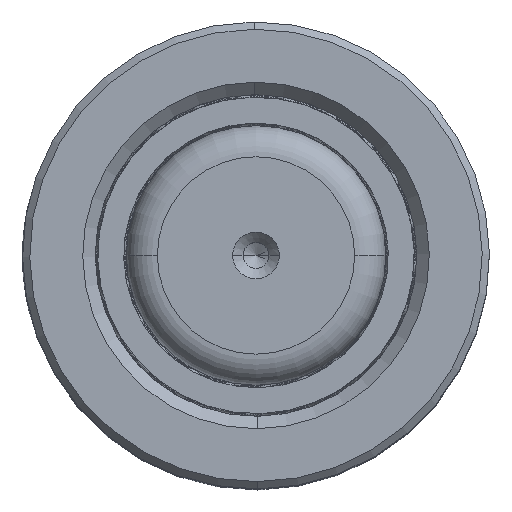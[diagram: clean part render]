
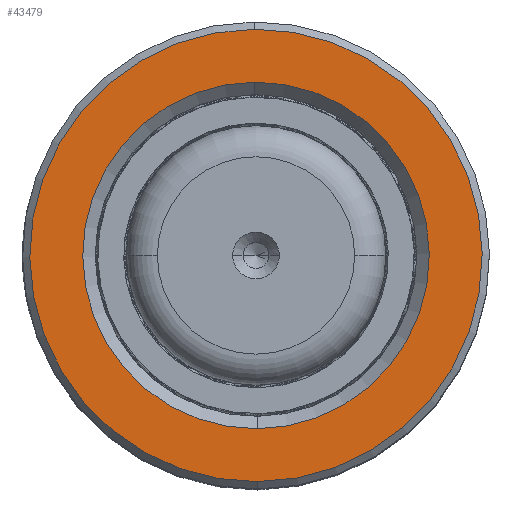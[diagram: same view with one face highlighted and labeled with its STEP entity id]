
A CAD part, top view. The second image highlights one B-rep face of the part: STEP entity #43479.
In plain terms, the highlighted planar face has unit normal (0, 0, 1).
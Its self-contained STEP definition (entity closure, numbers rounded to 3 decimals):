
#472 = ORIENTED_EDGE ( 'NONE', *, *, #32799, .T. ) ;
#3674 = AXIS2_PLACEMENT_3D ( 'NONE', #47304, #28357, #5615 ) ;
#5615 = DIRECTION ( 'NONE',  ( 1., 0., 0. ) ) ;
#6582 = AXIS2_PLACEMENT_3D ( 'NONE', #46343, #16098, #23736 ) ;
#6854 = EDGE_CURVE ( 'NONE', #43701, #23050, #36988, .T. ) ;
#7631 = VERTEX_POINT ( 'NONE', #35790 ) ;
#9675 = ORIENTED_EDGE ( 'NONE', *, *, #27567, .T. ) ;
#10156 = DIRECTION ( 'NONE',  ( 0., 0., -1. ) ) ;
#13633 = CIRCLE ( 'NONE', #46197, 21.8 ) ;
#14492 = VERTEX_POINT ( 'NONE', #46285 ) ;
#15472 = AXIS2_PLACEMENT_3D ( 'NONE', #46025, #42669, #27090 ) ;
#16098 = DIRECTION ( 'NONE',  ( 0., 0., 1. ) ) ;
#16709 = ORIENTED_EDGE ( 'NONE', *, *, #6854, .T. ) ;
#17641 = CARTESIAN_POINT ( 'NONE',  ( 0., 0., 60. ) ) ;
#23050 = VERTEX_POINT ( 'NONE', #25383 ) ;
#23736 = DIRECTION ( 'NONE',  ( 1., 0., 0. ) ) ;
#25383 = CARTESIAN_POINT ( 'NONE',  ( 16.7, 0., 60. ) ) ;
#27090 = DIRECTION ( 'NONE',  ( 1., 0., 0. ) ) ;
#27260 = PLANE ( 'NONE',  #15472 ) ;
#27567 = EDGE_CURVE ( 'NONE', #23050, #43701, #48815, .T. ) ;
#28357 = DIRECTION ( 'NONE',  ( 0., 0., -1. ) ) ;
#31733 = CIRCLE ( 'NONE', #6582, 21.8 ) ;
#32258 = ORIENTED_EDGE ( 'NONE', *, *, #40754, .T. ) ;
#32326 = FACE_BOUND ( 'NONE', #39482, .T. ) ;
#32799 = EDGE_CURVE ( 'NONE', #7631, #14492, #13633, .T. ) ;
#32989 = EDGE_LOOP ( 'NONE', ( #472, #32258 ) ) ;
#33507 = FACE_OUTER_BOUND ( 'NONE', #32989, .T. ) ;
#35674 = DIRECTION ( 'NONE',  ( 0., 0., 1. ) ) ;
#35790 = CARTESIAN_POINT ( 'NONE',  ( -21.8, 0., 60. ) ) ;
#35837 = CARTESIAN_POINT ( 'NONE',  ( 0., 0., 60. ) ) ;
#36988 = CIRCLE ( 'NONE', #42213, 16.7 ) ;
#39482 = EDGE_LOOP ( 'NONE', ( #9675, #16709 ) ) ;
#40754 = EDGE_CURVE ( 'NONE', #14492, #7631, #31733, .T. ) ;
#42213 = AXIS2_PLACEMENT_3D ( 'NONE', #17641, #10156, #44348 ) ;
#42669 = DIRECTION ( 'NONE',  ( 0., 0., 1. ) ) ;
#43479 = ADVANCED_FACE ( 'NONE', ( #33507, #32326 ), #27260, .T. ) ;
#43701 = VERTEX_POINT ( 'NONE', #47879 ) ;
#44348 = DIRECTION ( 'NONE',  ( 1., 0., 0. ) ) ;
#46025 = CARTESIAN_POINT ( 'NONE',  ( 0., 0., 60. ) ) ;
#46197 = AXIS2_PLACEMENT_3D ( 'NONE', #35837, #35674, #47313 ) ;
#46285 = CARTESIAN_POINT ( 'NONE',  ( 21.8, 0., 60. ) ) ;
#46343 = CARTESIAN_POINT ( 'NONE',  ( 0., 0., 60. ) ) ;
#47304 = CARTESIAN_POINT ( 'NONE',  ( 0., 0., 60. ) ) ;
#47313 = DIRECTION ( 'NONE',  ( 1., 0., 0. ) ) ;
#47879 = CARTESIAN_POINT ( 'NONE',  ( -16.7, 0., 60. ) ) ;
#48815 = CIRCLE ( 'NONE', #3674, 16.7 ) ;
